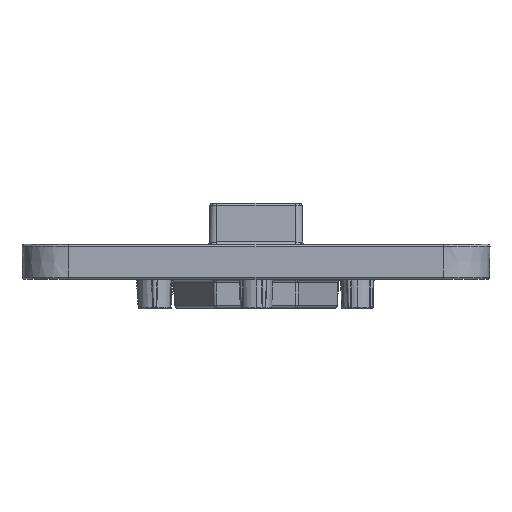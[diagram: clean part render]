
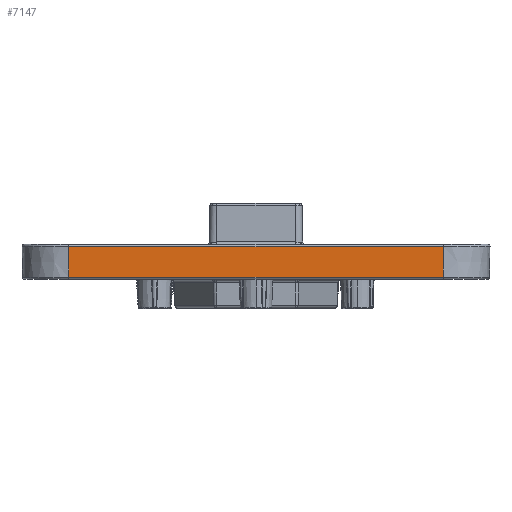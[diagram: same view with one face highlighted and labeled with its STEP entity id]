
A CAD part, left-side view. The second image highlights one B-rep face of the part: STEP entity #7147.
In plain terms, the highlighted planar face has unit normal (-1, 0, -0.018).
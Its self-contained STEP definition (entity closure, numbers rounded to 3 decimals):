
#1038 = EDGE_CURVE ( 'NONE', #10379, #9805, #2250, .T. ) ;
#1039 = EDGE_CURVE ( 'NONE', #9805, #4550, #4639, .T. ) ;
#1041 = EDGE_CURVE ( 'NONE', #4550, #7270, #11056, .T. ) ;
#1044 = LINE ( 'NONE', #2371, #8314 ) ;
#1054 = EDGE_CURVE ( 'NONE', #7270, #10379, #1044, .T. ) ;
#2165 = DIRECTION ( 'NONE',  ( 0., 1., 0. ) ) ;
#2250 = LINE ( 'NONE', #5403, #2871 ) ;
#2371 = CARTESIAN_POINT ( 'NONE',  ( -19.996, 0., 2.797 ) ) ;
#2454 = CARTESIAN_POINT ( 'NONE',  ( -20., 0., 3. ) ) ;
#2871 = VECTOR ( 'NONE', #4142, 1000. ) ;
#3567 = DIRECTION ( 'NONE',  ( -0.017, 0., 1. ) ) ;
#3608 = PLANE ( 'NONE',  #7323 ) ;
#3752 = CARTESIAN_POINT ( 'NONE',  ( -20., -16., 3. ) ) ;
#3807 = CARTESIAN_POINT ( 'NONE',  ( -19.951, 16., 0.197 ) ) ;
#3924 = DIRECTION ( 'NONE',  ( 0., -1., 0. ) ) ;
#4101 = CARTESIAN_POINT ( 'NONE',  ( -19.951, -16., 0.197 ) ) ;
#4142 = DIRECTION ( 'NONE',  ( 0.017, 0., -1. ) ) ;
#4163 = CARTESIAN_POINT ( 'NONE',  ( -19.951, -16., 0.197 ) ) ;
#4550 = VERTEX_POINT ( 'NONE', #4163 ) ;
#4639 = LINE ( 'NONE', #4101, #6825 ) ;
#4645 = DIRECTION ( 'NONE',  ( -1., 0., -0.017 ) ) ;
#5160 = ORIENTED_EDGE ( 'NONE', *, *, #1041, .T. ) ;
#5403 = CARTESIAN_POINT ( 'NONE',  ( -20., 16., 3. ) ) ;
#5770 = CARTESIAN_POINT ( 'NONE',  ( -19.996, -16., 2.797 ) ) ;
#5892 = ORIENTED_EDGE ( 'NONE', *, *, #1039, .T. ) ;
#6402 = EDGE_LOOP ( 'NONE', ( #11465, #5892, #5160, #11168 ) ) ;
#6825 = VECTOR ( 'NONE', #3924, 1000. ) ;
#6929 = FACE_OUTER_BOUND ( 'NONE', #6402, .T. ) ;
#7147 = ADVANCED_FACE ( 'NONE', ( #6929 ), #3608, .T. ) ;
#7270 = VERTEX_POINT ( 'NONE', #5770 ) ;
#7323 = AXIS2_PLACEMENT_3D ( 'NONE', #2454, #4645, #10546 ) ;
#8314 = VECTOR ( 'NONE', #2165, 1000. ) ;
#8675 = CARTESIAN_POINT ( 'NONE',  ( -19.996, 16., 2.797 ) ) ;
#8793 = VECTOR ( 'NONE', #3567, 1000. ) ;
#9805 = VERTEX_POINT ( 'NONE', #3807 ) ;
#10379 = VERTEX_POINT ( 'NONE', #8675 ) ;
#10546 = DIRECTION ( 'NONE',  ( -0.017, 0., 1. ) ) ;
#11056 = LINE ( 'NONE', #3752, #8793 ) ;
#11168 = ORIENTED_EDGE ( 'NONE', *, *, #1054, .T. ) ;
#11465 = ORIENTED_EDGE ( 'NONE', *, *, #1038, .T. ) ;
